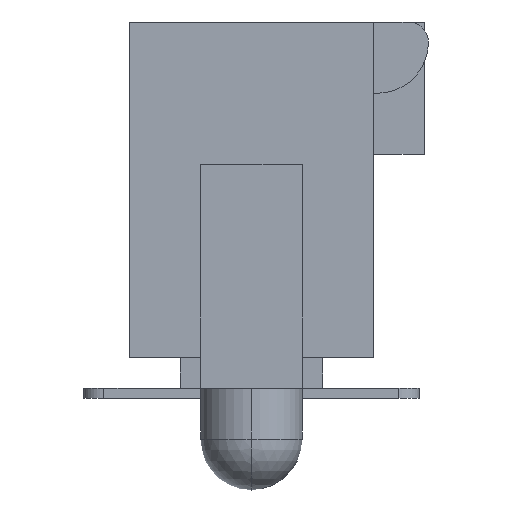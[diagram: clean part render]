
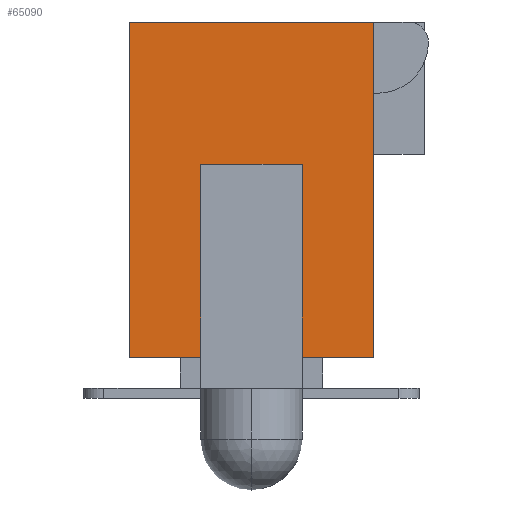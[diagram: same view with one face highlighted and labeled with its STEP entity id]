
A CAD part, left-side view. The second image highlights one B-rep face of the part: STEP entity #65090.
In plain terms, the highlighted planar face has unit normal (-1, 0, 0).
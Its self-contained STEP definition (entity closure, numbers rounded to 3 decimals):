
#64627=CARTESIAN_POINT('',(-19.241,-1.524,0.508));
#64628=VERTEX_POINT('',#64627);
#64635=CARTESIAN_POINT('',(-19.241,1.524,0.508));
#64636=VERTEX_POINT('',#64635);
#64637=CARTESIAN_POINT('',(-19.241,-1.524,0.508));
#64638=DIRECTION('',(0.0,1.0,0.0));
#64639=VECTOR('',#64638,3.048);
#64640=LINE('',#64637,#64639);
#64641=EDGE_CURVE('',#64628,#64636,#64640,.T.);
#64667=CARTESIAN_POINT('',(-19.241,1.524,4.699));
#64668=VERTEX_POINT('',#64667);
#64675=CARTESIAN_POINT('',(-19.241,-1.524,4.699));
#64676=VERTEX_POINT('',#64675);
#64677=CARTESIAN_POINT('',(-19.241,1.524,4.699));
#64678=DIRECTION('',(0.0,-1.0,0.0));
#64679=VECTOR('',#64678,3.048);
#64680=LINE('',#64677,#64679);
#64681=EDGE_CURVE('',#64668,#64676,#64680,.T.);
#65057=CARTESIAN_POINT('',(-19.241,1.524,0.508));
#65058=DIRECTION('',(0.0,0.0,1.0));
#65059=VECTOR('',#65058,4.191);
#65060=LINE('',#65057,#65059);
#65061=EDGE_CURVE('',#64636,#64668,#65060,.T.);
#65074=CARTESIAN_POINT('',(-19.241,0.,2.604));
#65075=DIRECTION('',(1.0,0.0,0.0));
#65076=DIRECTION('',(0.0,0.0,1.0));
#65077=AXIS2_PLACEMENT_3D('',#65074,#65075,#65076);
#65078=PLANE('',#65077);
#65079=CARTESIAN_POINT('',(-19.241,-1.524,0.508));
#65080=DIRECTION('',(0.0,0.0,1.0));
#65081=VECTOR('',#65080,4.191);
#65082=LINE('',#65079,#65081);
#65083=EDGE_CURVE('',#64628,#64676,#65082,.T.);
#65084=ORIENTED_EDGE('',*,*,#65083,.T.);
#65085=ORIENTED_EDGE('',*,*,#64681,.F.);
#65086=ORIENTED_EDGE('',*,*,#65061,.F.);
#65087=ORIENTED_EDGE('',*,*,#64641,.F.);
#65088=EDGE_LOOP('',(#65084,#65085,#65086,#65087));
#65089=FACE_OUTER_BOUND('',#65088,.T.);
#65090=ADVANCED_FACE('',(#65089),#65078,.F.);
